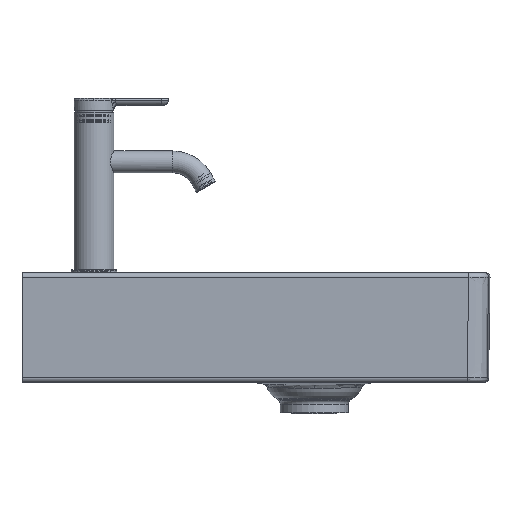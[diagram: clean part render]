
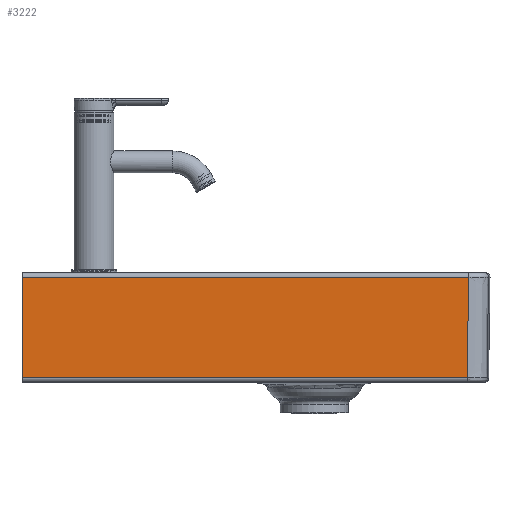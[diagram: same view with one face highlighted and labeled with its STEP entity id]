
A CAD part, front view. The second image highlights one B-rep face of the part: STEP entity #3222.
In plain terms, the highlighted planar face has unit normal (-0.001, -1, -0.014).
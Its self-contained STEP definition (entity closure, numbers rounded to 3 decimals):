
#719=CARTESIAN_POINT('',(0.0,-299.941,-4.359));
#720=VERTEX_POINT('',#719);
#728=CARTESIAN_POINT('',(448.642,-299.941,-4.359));
#729=VERTEX_POINT('',#728);
#730=CARTESIAN_POINT('',(0.0,-299.941,-4.359));
#731=DIRECTION('',(1.0,0.0,0.0));
#732=VECTOR('',#731,448.642);
#733=LINE('',#730,#732);
#734=EDGE_CURVE('',#720,#729,#733,.T.);
#3191=CARTESIAN_POINT('',(0.0,-300.0,0.));
#3192=DIRECTION('',(0.0,1.,0.014));
#3193=DIRECTION('',(0.0,-0.014,1.));
#3194=AXIS2_PLACEMENT_3D('',#3191,#3192,#3193);
#3195=PLANE('',#3194);
#3196=CARTESIAN_POINT('',(447.415,-298.561,-105.561));
#3197=VERTEX_POINT('',#3196);
#3198=CARTESIAN_POINT('',(0.0,-298.561,-105.561));
#3199=VERTEX_POINT('',#3198);
#3200=CARTESIAN_POINT('',(447.415,-298.561,-105.561));
#3201=DIRECTION('',(-1.0,0.0,0.));
#3202=VECTOR('',#3201,447.415);
#3203=LINE('',#3200,#3202);
#3204=EDGE_CURVE('',#3197,#3199,#3203,.T.);
#3205=ORIENTED_EDGE('',*,*,#3204,.F.);
#3206=CARTESIAN_POINT('',(448.642,-299.941,-4.359));
#3207=CARTESIAN_POINT('',(448.233,-299.481,-38.093));
#3208=CARTESIAN_POINT('',(447.825,-299.021,-71.827));
#3209=CARTESIAN_POINT('',(447.415,-298.561,-105.561));
#3210=B_SPLINE_CURVE_WITH_KNOTS('',3,(#3206,#3207,#3208,#3209),.UNSPECIFIED.,.F.,.U.,(4,4),(37.283,180.431),.UNSPECIFIED.);
#3211=EDGE_CURVE('',#729,#3197,#3210,.T.);
#3212=ORIENTED_EDGE('',*,*,#3211,.F.);
#3213=ORIENTED_EDGE('',*,*,#734,.F.);
#3214=CARTESIAN_POINT('',(0.0,-299.941,-4.359));
#3215=DIRECTION('',(0.0,0.014,-1.));
#3216=VECTOR('',#3215,101.212);
#3217=LINE('',#3214,#3216);
#3218=EDGE_CURVE('',#720,#3199,#3217,.T.);
#3219=ORIENTED_EDGE('',*,*,#3218,.T.);
#3220=EDGE_LOOP('',(#3205,#3212,#3213,#3219));
#3221=FACE_OUTER_BOUND('',#3220,.T.);
#3222=ADVANCED_FACE('',(#3221),#3195,.F.);
